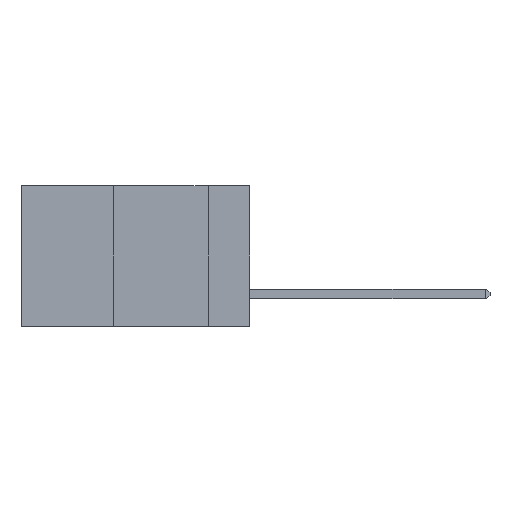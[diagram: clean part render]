
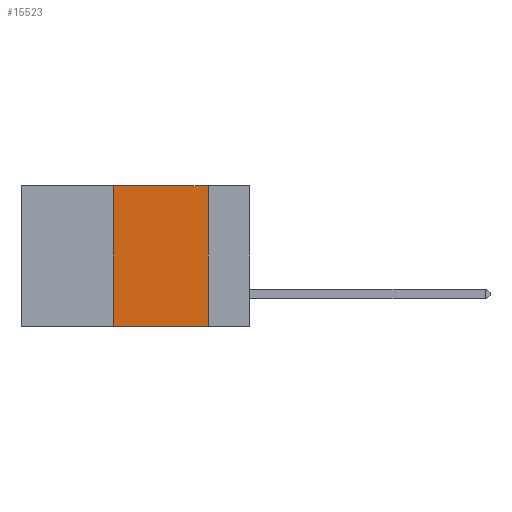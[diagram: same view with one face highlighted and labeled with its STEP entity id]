
A CAD part, left-side view. The second image highlights one B-rep face of the part: STEP entity #15523.
In plain terms, the highlighted planar face has unit normal (-1, 0, 0).
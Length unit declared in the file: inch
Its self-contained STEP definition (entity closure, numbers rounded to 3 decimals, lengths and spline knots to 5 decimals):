
#760 = CARTESIAN_POINT ( 'NONE',  ( 0., 0.11, -0.37 ) ) ;
#1247 = VERTEX_POINT ( 'NONE', #760 ) ;
#1379 = VERTEX_POINT ( 'NONE', #18450 ) ;
#3015 = LINE ( 'NONE', #18064, #16608 ) ;
#5129 = ORIENTED_EDGE ( 'NONE', *, *, #19688, .F. ) ;
#5541 = DIRECTION ( 'NONE',  ( 0., -1., 0. ) ) ;
#5684 = EDGE_CURVE ( 'NONE', #20569, #1247, #9361, .T. ) ;
#6283 = DIRECTION ( 'NONE',  ( 1., 0., 0. ) ) ;
#8338 = EDGE_CURVE ( 'NONE', #10462, #1247, #12843, .T. ) ;
#8578 = EDGE_CURVE ( 'NONE', #20569, #1379, #3015, .T. ) ;
#9361 = LINE ( 'NONE', #10569, #18129 ) ;
#9851 = CARTESIAN_POINT ( 'NONE',  ( 0., 0.6, 0. ) ) ;
#10462 = VERTEX_POINT ( 'NONE', #18192 ) ;
#10569 = CARTESIAN_POINT ( 'NONE',  ( 0., 0.6, -0.37 ) ) ;
#11904 = ORIENTED_EDGE ( 'NONE', *, *, #5684, .T. ) ;
#12843 = LINE ( 'NONE', #20924, #21028 ) ;
#12933 = VECTOR ( 'NONE', #5541, 39.37008 ) ;
#13396 = EDGE_LOOP ( 'NONE', ( #18688, #5129, #20062, #11904 ) ) ;
#14436 = CARTESIAN_POINT ( 'NONE',  ( 0., 0.6, 0. ) ) ;
#14930 = CARTESIAN_POINT ( 'NONE',  ( 0., 0.36, -0.37 ) ) ;
#15129 = PLANE ( 'NONE',  #16636 ) ;
#15523 = ADVANCED_FACE ( 'NONE', ( #16890 ), #15129, .F. ) ;
#15698 = DIRECTION ( 'NONE',  ( 0., 0., -1. ) ) ;
#16608 = VECTOR ( 'NONE', #19813, 39.37008 ) ;
#16636 = AXIS2_PLACEMENT_3D ( 'NONE', #9851, #6283, #18640 ) ;
#16890 = FACE_OUTER_BOUND ( 'NONE', #13396, .T. ) ;
#18064 = CARTESIAN_POINT ( 'NONE',  ( 0., 0.36, 0. ) ) ;
#18129 = VECTOR ( 'NONE', #21067, 39.37008 ) ;
#18192 = CARTESIAN_POINT ( 'NONE',  ( 0., 0.11, 0. ) ) ;
#18450 = CARTESIAN_POINT ( 'NONE',  ( 0., 0.36, 0. ) ) ;
#18640 = DIRECTION ( 'NONE',  ( 0., 0., -1. ) ) ;
#18688 = ORIENTED_EDGE ( 'NONE', *, *, #8338, .F. ) ;
#19688 = EDGE_CURVE ( 'NONE', #1379, #10462, #22252, .T. ) ;
#19813 = DIRECTION ( 'NONE',  ( 0., 0., 1. ) ) ;
#20062 = ORIENTED_EDGE ( 'NONE', *, *, #8578, .F. ) ;
#20569 = VERTEX_POINT ( 'NONE', #14930 ) ;
#20924 = CARTESIAN_POINT ( 'NONE',  ( 0., 0.11, 0. ) ) ;
#21028 = VECTOR ( 'NONE', #15698, 39.37008 ) ;
#21067 = DIRECTION ( 'NONE',  ( 0., -1., 0. ) ) ;
#22252 = LINE ( 'NONE', #14436, #12933 ) ;
